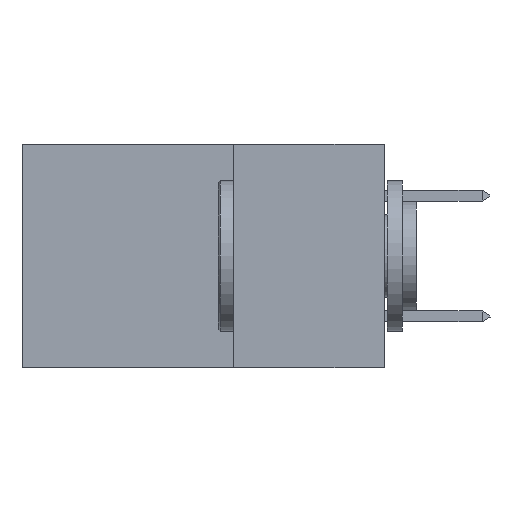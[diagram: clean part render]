
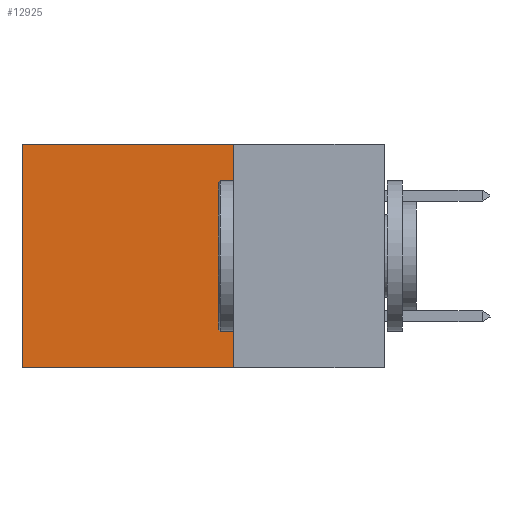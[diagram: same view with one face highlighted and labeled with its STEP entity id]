
A CAD part, left-side view. The second image highlights one B-rep face of the part: STEP entity #12925.
In plain terms, the highlighted planar face has unit normal (-1, 0, 0).
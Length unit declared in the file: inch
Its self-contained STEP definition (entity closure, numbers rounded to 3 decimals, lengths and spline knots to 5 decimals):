
#640 = VECTOR ( 'NONE', #6107, 39.37008 ) ;
#1653 = EDGE_LOOP ( 'NONE', ( #16680, #3505, #11240, #7587 ) ) ;
#1829 = VERTEX_POINT ( 'NONE', #18137 ) ;
#3505 = ORIENTED_EDGE ( 'NONE', *, *, #3508, .F. ) ;
#3508 = EDGE_CURVE ( 'NONE', #1829, #17208, #12606, .T. ) ;
#3694 = CARTESIAN_POINT ( 'NONE',  ( 0.2875, 0.25, 0. ) ) ;
#4737 = VECTOR ( 'NONE', #5298, 39.37008 ) ;
#4818 = VECTOR ( 'NONE', #10861, 39.37008 ) ;
#5298 = DIRECTION ( 'NONE',  ( 0., 1., 0. ) ) ;
#6107 = DIRECTION ( 'NONE',  ( 0., 1., 0. ) ) ;
#6350 = FACE_OUTER_BOUND ( 'NONE', #1653, .T. ) ;
#7082 = PLANE ( 'NONE',  #15146 ) ;
#7587 = ORIENTED_EDGE ( 'NONE', *, *, #14257, .T. ) ;
#7598 = CARTESIAN_POINT ( 'NONE',  ( 0.2875, 0.6, -0.37 ) ) ;
#8185 = CARTESIAN_POINT ( 'NONE',  ( 0.2875, 0.6, 0. ) ) ;
#8290 = VECTOR ( 'NONE', #9091, 39.37008 ) ;
#9070 = VERTEX_POINT ( 'NONE', #3694 ) ;
#9091 = DIRECTION ( 'NONE',  ( 0., 0., -1. ) ) ;
#9715 = DIRECTION ( 'NONE',  ( 1., 0., 0. ) ) ;
#9886 = DIRECTION ( 'NONE',  ( 0., 0., -1. ) ) ;
#10463 = LINE ( 'NONE', #13263, #8290 ) ;
#10861 = DIRECTION ( 'NONE',  ( 0., 0., -1. ) ) ;
#11103 = CARTESIAN_POINT ( 'NONE',  ( 0.2875, 0.25, 0. ) ) ;
#11240 = ORIENTED_EDGE ( 'NONE', *, *, #14877, .F. ) ;
#12039 = LINE ( 'NONE', #14508, #640 ) ;
#12573 = CARTESIAN_POINT ( 'NONE',  ( 0.2875, 0.6, 0. ) ) ;
#12606 = LINE ( 'NONE', #17838, #4737 ) ;
#12925 = ADVANCED_FACE ( 'NONE', ( #6350 ), #7082, .F. ) ;
#13263 = CARTESIAN_POINT ( 'NONE',  ( 0.2875, 0.25, 0. ) ) ;
#14257 = EDGE_CURVE ( 'NONE', #9070, #15265, #12039, .T. ) ;
#14483 = EDGE_CURVE ( 'NONE', #15265, #17208, #15767, .T. ) ;
#14508 = CARTESIAN_POINT ( 'NONE',  ( 0.2875, 0.25, 0. ) ) ;
#14877 = EDGE_CURVE ( 'NONE', #9070, #1829, #10463, .T. ) ;
#15146 = AXIS2_PLACEMENT_3D ( 'NONE', #11103, #9715, #9886 ) ;
#15265 = VERTEX_POINT ( 'NONE', #12573 ) ;
#15767 = LINE ( 'NONE', #8185, #4818 ) ;
#16680 = ORIENTED_EDGE ( 'NONE', *, *, #14483, .T. ) ;
#17208 = VERTEX_POINT ( 'NONE', #7598 ) ;
#17838 = CARTESIAN_POINT ( 'NONE',  ( 0.2875, 0.25, -0.37 ) ) ;
#18137 = CARTESIAN_POINT ( 'NONE',  ( 0.2875, 0.25, -0.37 ) ) ;
